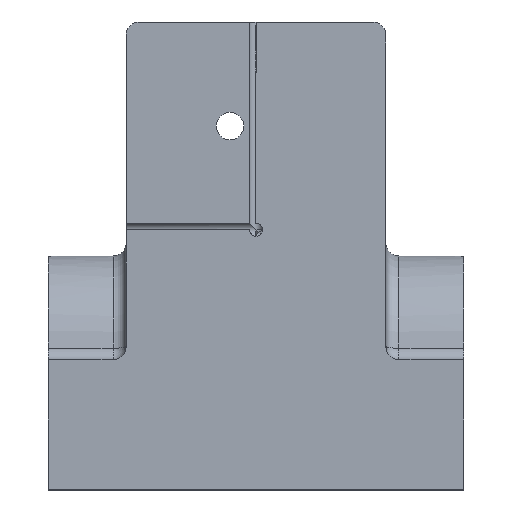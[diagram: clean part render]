
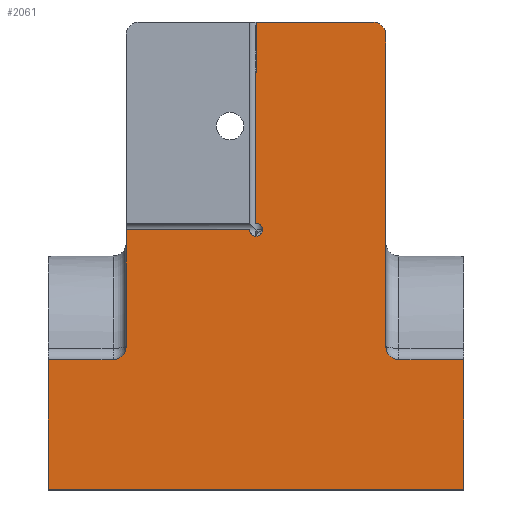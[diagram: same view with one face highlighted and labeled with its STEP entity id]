
A CAD part, top view. The second image highlights one B-rep face of the part: STEP entity #2061.
In plain terms, the highlighted planar face has unit normal (0, 0, 1).
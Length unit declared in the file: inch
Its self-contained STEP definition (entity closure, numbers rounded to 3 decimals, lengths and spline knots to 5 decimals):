
#30 = VERTEX_POINT ( 'NONE', #1903 ) ;
#53 = VERTEX_POINT ( 'NONE', #1143 ) ;
#88 = AXIS2_PLACEMENT_3D ( 'NONE', #421, #1763, #1775 ) ;
#131 = VERTEX_POINT ( 'NONE', #2443 ) ;
#134 = VERTEX_POINT ( 'NONE', #2094 ) ;
#218 = CARTESIAN_POINT ( 'NONE',  ( 4., 0., 1.5 ) ) ;
#238 = CARTESIAN_POINT ( 'NONE',  ( 0.75, 2.5, 1.5 ) ) ;
#253 = LINE ( 'NONE', #1534, #1161 ) ;
#254 = EDGE_CURVE ( 'NONE', #30, #2357, #1568, .T. ) ;
#258 = CARTESIAN_POINT ( 'NONE',  ( 0.75, -19685.03937, 1.5 ) ) ;
#269 = CARTESIAN_POINT ( 'NONE',  ( 4., 0., 1.5 ) ) ;
#282 = VERTEX_POINT ( 'NONE', #1429 ) ;
#316 = ORIENTED_EDGE ( 'NONE', *, *, #2019, .F. ) ;
#321 = FACE_OUTER_BOUND ( 'NONE', #2142, .T. ) ;
#373 = CARTESIAN_POINT ( 'NONE',  ( 2., 4.5, 1.5 ) ) ;
#406 = VECTOR ( 'NONE', #2066, 39.37008 ) ;
#421 = CARTESIAN_POINT ( 'NONE',  ( 0.625, 1.375, 1.5 ) ) ;
#426 = DIRECTION ( 'NONE',  ( -1., 0., 0. ) ) ;
#432 = CARTESIAN_POINT ( 'NONE',  ( 0., 0., 1.5 ) ) ;
#447 = EDGE_CURVE ( 'NONE', #1691, #1408, #828, .T. ) ;
#475 = VERTEX_POINT ( 'NONE', #2354 ) ;
#480 = EDGE_CURVE ( 'NONE', #1482, #1020, #1031, .T. ) ;
#501 = CIRCLE ( 'NONE', #1046, 0.0625 ) ;
#503 = DIRECTION ( 'NONE',  ( 0., -1., 0. ) ) ;
#508 = CARTESIAN_POINT ( 'NONE',  ( 2., 2.5, 1.5 ) ) ;
#568 = EDGE_CURVE ( 'NONE', #1047, #53, #2334, .T. ) ;
#635 = CARTESIAN_POINT ( 'NONE',  ( 2.0625, 2.5, 1.5 ) ) ;
#654 = ORIENTED_EDGE ( 'NONE', *, *, #1336, .F. ) ;
#660 = CARTESIAN_POINT ( 'NONE',  ( 1.9375, 2.5, 1.5 ) ) ;
#670 = CARTESIAN_POINT ( 'NONE',  ( 2., 2.5625, 1.5 ) ) ;
#673 = ORIENTED_EDGE ( 'NONE', *, *, #1018, .T. ) ;
#708 = EDGE_CURVE ( 'NONE', #134, #1691, #1040, .T. ) ;
#817 = DIRECTION ( 'NONE',  ( 1., 0., 0. ) ) ;
#828 = LINE ( 'NONE', #269, #2137 ) ;
#835 = ORIENTED_EDGE ( 'NONE', *, *, #2350, .T. ) ;
#883 = CARTESIAN_POINT ( 'NONE',  ( 4., 0., 1.5 ) ) ;
#899 = CARTESIAN_POINT ( 'NONE',  ( 4., 0., 1.5 ) ) ;
#922 = VECTOR ( 'NONE', #972, 39.37008 ) ;
#924 = EDGE_CURVE ( 'NONE', #2357, #1482, #1307, .T. ) ;
#952 = DIRECTION ( 'NONE',  ( 0., 0., -1. ) ) ;
#957 = LINE ( 'NONE', #2123, #1237 ) ;
#972 = DIRECTION ( 'NONE',  ( -1., 0., 0. ) ) ;
#991 = VECTOR ( 'NONE', #1578, 39.37008 ) ;
#1004 = DIRECTION ( 'NONE',  ( 0., 1., 0. ) ) ;
#1014 = CARTESIAN_POINT ( 'NONE',  ( 3.375, 1.375, 1.5 ) ) ;
#1018 = EDGE_CURVE ( 'NONE', #30, #475, #1744, .T. ) ;
#1020 = VERTEX_POINT ( 'NONE', #635 ) ;
#1031 = CIRCLE ( 'NONE', #2452, 0.0625 ) ;
#1040 = LINE ( 'NONE', #899, #1977 ) ;
#1046 = AXIS2_PLACEMENT_3D ( 'NONE', #508, #1255, #2009 ) ;
#1047 = VERTEX_POINT ( 'NONE', #2138 ) ;
#1068 = PLANE ( 'NONE',  #2268 ) ;
#1118 = DIRECTION ( 'NONE',  ( 0., -1., 0. ) ) ;
#1142 = EDGE_CURVE ( 'NONE', #282, #1868, #1983, .T. ) ;
#1143 = CARTESIAN_POINT ( 'NONE',  ( 3.25, 1.375, 1.5 ) ) ;
#1161 = VECTOR ( 'NONE', #1545, 39.37008 ) ;
#1163 = VERTEX_POINT ( 'NONE', #670 ) ;
#1164 = DIRECTION ( 'NONE',  ( 0., 0., -1. ) ) ;
#1168 = CARTESIAN_POINT ( 'NONE',  ( 3.25, -19685.03937, 1.5 ) ) ;
#1179 = VERTEX_POINT ( 'NONE', #373 ) ;
#1237 = VECTOR ( 'NONE', #2293, 39.37008 ) ;
#1255 = DIRECTION ( 'NONE',  ( 0., 0., 1. ) ) ;
#1264 = CARTESIAN_POINT ( 'NONE',  ( 2., 2.5, 1.5 ) ) ;
#1265 = AXIS2_PLACEMENT_3D ( 'NONE', #1014, #1164, #2341 ) ;
#1307 = LINE ( 'NONE', #1710, #406 ) ;
#1336 = EDGE_CURVE ( 'NONE', #1179, #1868, #957, .T. ) ;
#1341 = VECTOR ( 'NONE', #1004, 39.37008 ) ;
#1403 = CARTESIAN_POINT ( 'NONE',  ( 2., 2.5, 1.5 ) ) ;
#1408 = VERTEX_POINT ( 'NONE', #432 ) ;
#1429 = CARTESIAN_POINT ( 'NONE',  ( 3.25, 4.375, 1.5 ) ) ;
#1476 = ORIENTED_EDGE ( 'NONE', *, *, #254, .F. ) ;
#1482 = VERTEX_POINT ( 'NONE', #660 ) ;
#1534 = CARTESIAN_POINT ( 'NONE',  ( 4., 1.25, 1.5 ) ) ;
#1545 = DIRECTION ( 'NONE',  ( -1., 0., 0. ) ) ;
#1566 = DIRECTION ( 'NONE',  ( 0., 0., 1. ) ) ;
#1568 = LINE ( 'NONE', #258, #1341 ) ;
#1574 = LINE ( 'NONE', #2323, #922 ) ;
#1578 = DIRECTION ( 'NONE',  ( 0., 1., 0. ) ) ;
#1619 = DIRECTION ( 'NONE',  ( 0., 1., 0. ) ) ;
#1621 = ORIENTED_EDGE ( 'NONE', *, *, #1760, .T. ) ;
#1632 = ORIENTED_EDGE ( 'NONE', *, *, #568, .T. ) ;
#1652 = ORIENTED_EDGE ( 'NONE', *, *, #924, .F. ) ;
#1659 = LINE ( 'NONE', #1264, #2310 ) ;
#1691 = VERTEX_POINT ( 'NONE', #218 ) ;
#1710 = CARTESIAN_POINT ( 'NONE',  ( 2., 2.5, 1.5 ) ) ;
#1726 = CARTESIAN_POINT ( 'NONE',  ( 0., 0., 1.5 ) ) ;
#1739 = LINE ( 'NONE', #1726, #2349 ) ;
#1744 = CIRCLE ( 'NONE', #88, 0.125 ) ;
#1760 = EDGE_CURVE ( 'NONE', #53, #282, #2358, .T. ) ;
#1763 = DIRECTION ( 'NONE',  ( 0., 0., -1. ) ) ;
#1775 = DIRECTION ( 'NONE',  ( -1., 0., 0. ) ) ;
#1804 = DIRECTION ( 'NONE',  ( 0., 0., 1. ) ) ;
#1827 = ORIENTED_EDGE ( 'NONE', *, *, #480, .F. ) ;
#1868 = VERTEX_POINT ( 'NONE', #2120 ) ;
#1903 = CARTESIAN_POINT ( 'NONE',  ( 0.75, 1.375, 1.5 ) ) ;
#1977 = VECTOR ( 'NONE', #503, 39.37008 ) ;
#1983 = CIRCLE ( 'NONE', #2186, 0.125 ) ;
#2007 = ORIENTED_EDGE ( 'NONE', *, *, #2242, .T. ) ;
#2009 = DIRECTION ( 'NONE',  ( 1., 0., 0. ) ) ;
#2019 = EDGE_CURVE ( 'NONE', #1163, #1179, #1659, .T. ) ;
#2049 = EDGE_CURVE ( 'NONE', #1020, #1163, #501, .T. ) ;
#2057 = ORIENTED_EDGE ( 'NONE', *, *, #2049, .F. ) ;
#2061 = ADVANCED_FACE ( 'NONE', ( #321 ), #1068, .F. ) ;
#2066 = DIRECTION ( 'NONE',  ( 1., 0., 0. ) ) ;
#2094 = CARTESIAN_POINT ( 'NONE',  ( 4., 1.25, 1.5 ) ) ;
#2115 = DIRECTION ( 'NONE',  ( 0., -1., 0. ) ) ;
#2120 = CARTESIAN_POINT ( 'NONE',  ( 3.125, 4.5, 1.5 ) ) ;
#2123 = CARTESIAN_POINT ( 'NONE',  ( 0.75, 4.5, 1.5 ) ) ;
#2137 = VECTOR ( 'NONE', #426, 39.37008 ) ;
#2138 = CARTESIAN_POINT ( 'NONE',  ( 3.375, 1.25, 1.5 ) ) ;
#2142 = EDGE_LOOP ( 'NONE', ( #1621, #2442, #654, #316, #2057, #1827, #1652, #1476, #673, #2007, #835, #2370, #2245, #2195, #1632 ) ) ;
#2186 = AXIS2_PLACEMENT_3D ( 'NONE', #2197, #1804, #2400 ) ;
#2195 = ORIENTED_EDGE ( 'NONE', *, *, #2328, .T. ) ;
#2197 = CARTESIAN_POINT ( 'NONE',  ( 3.125, 4.375, 1.5 ) ) ;
#2242 = EDGE_CURVE ( 'NONE', #475, #131, #253, .T. ) ;
#2245 = ORIENTED_EDGE ( 'NONE', *, *, #708, .F. ) ;
#2268 = AXIS2_PLACEMENT_3D ( 'NONE', #883, #952, #1118 ) ;
#2293 = DIRECTION ( 'NONE',  ( 1., 0., 0. ) ) ;
#2310 = VECTOR ( 'NONE', #1619, 39.37008 ) ;
#2323 = CARTESIAN_POINT ( 'NONE',  ( 4., 1.25, 1.5 ) ) ;
#2328 = EDGE_CURVE ( 'NONE', #134, #1047, #1574, .T. ) ;
#2334 = CIRCLE ( 'NONE', #1265, 0.125 ) ;
#2341 = DIRECTION ( 'NONE',  ( -1., 0., 0. ) ) ;
#2349 = VECTOR ( 'NONE', #2115, 39.37008 ) ;
#2350 = EDGE_CURVE ( 'NONE', #131, #1408, #1739, .T. ) ;
#2354 = CARTESIAN_POINT ( 'NONE',  ( 0.625, 1.25, 1.5 ) ) ;
#2357 = VERTEX_POINT ( 'NONE', #238 ) ;
#2358 = LINE ( 'NONE', #1168, #991 ) ;
#2370 = ORIENTED_EDGE ( 'NONE', *, *, #447, .F. ) ;
#2400 = DIRECTION ( 'NONE',  ( -1., 0., 0. ) ) ;
#2442 = ORIENTED_EDGE ( 'NONE', *, *, #1142, .T. ) ;
#2443 = CARTESIAN_POINT ( 'NONE',  ( 0., 1.25, 1.5 ) ) ;
#2452 = AXIS2_PLACEMENT_3D ( 'NONE', #1403, #1566, #817 ) ;
